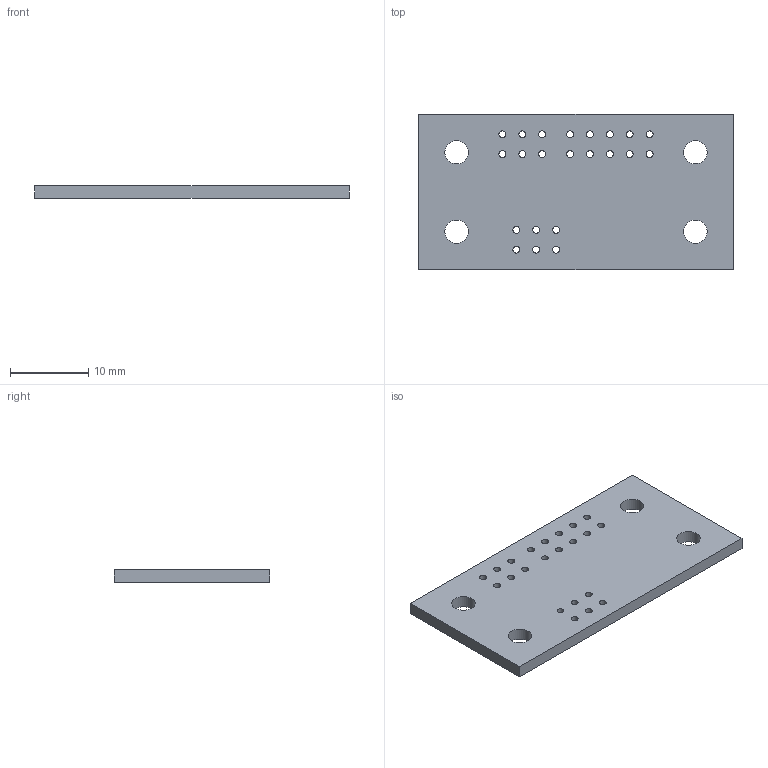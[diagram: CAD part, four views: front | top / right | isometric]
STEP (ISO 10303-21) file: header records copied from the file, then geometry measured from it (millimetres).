
FILE_DESCRIPTION(('KiCad electronic assembly'),'2;1');
FILE_NAME('ALTIMET02A.step','2023-01-18T21:01:17',('Pcbnew'),('Kicad'), 'Open CASCADE STEP processor 7.5','KiCad to STEP converter','Unknown' );
FILE_SCHEMA(('AUTOMOTIVE_DESIGN { 1 0 10303 214 1 1 1 1 }'));
Length unit declared in the file: millimetre
Products named in the file (2): ALTIMET02A 1; ALTIMET02A PCB
Assembly tree (1 placements, depth 2):
  ALTIMET02A 1
    ALTIMET02A PCB
Bounding box: 40.13 x 19.81 x 1.6 mm (x, y, z)
Volume: 1205.1 mm3; surface area: 1856.8 mm2
Topology: 1 solids, 1 shells, 32 faces, 90 edges, 60 vertices
Faces by surface type: cylinder 26, plane 6
Full cylindrical faces by diameter (mm): 0.889 x22, 3 x4
Entity records: 2543 total; most frequent: CARTESIAN_POINT 676, DIRECTION 338, ORIENTED_EDGE 180, PCURVE 180, DEFINITIONAL_REPRESENTATION 180, LINE 166, VECTOR 166, EDGE_CURVE 90
